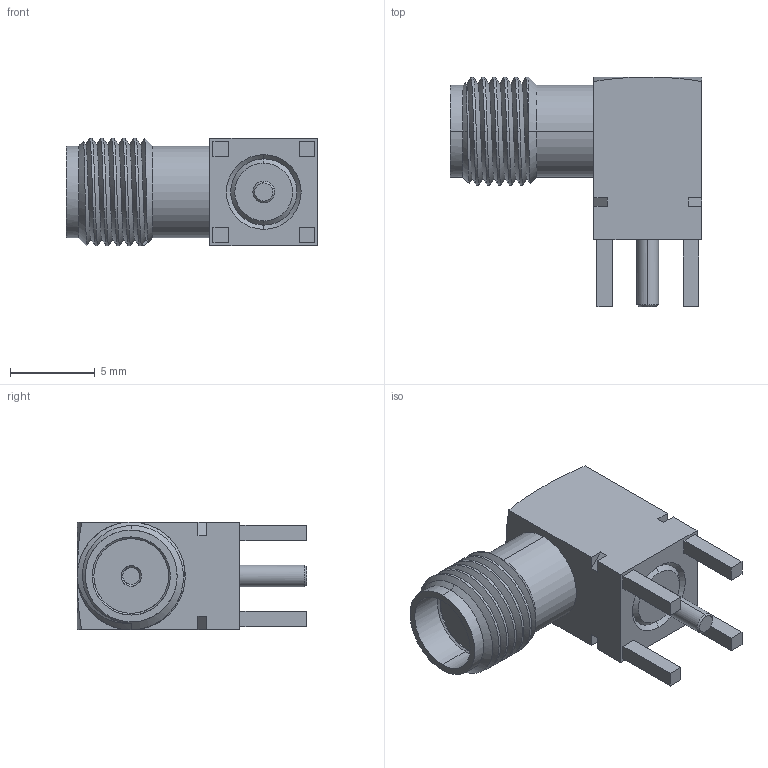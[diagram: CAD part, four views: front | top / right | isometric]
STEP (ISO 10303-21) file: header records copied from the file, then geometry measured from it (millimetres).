
FILE_DESCRIPTION (( 'STEP AP214' ), '1' );
FILE_NAME ('225AC3E7-3504-4C90-966E-A64798DB7D1F.STEP', '2024-02-14T20:54:16', ( '' ), ( '' ), 'SwSTEP 2.0', 'SolidWorks 2022', '' );
FILE_SCHEMA (( 'AUTOMOTIVE_DESIGN' ));
Length unit declared in the file: millimetre
Products named in the file (1): 225AC3E7-3504-4C90-966E-A64798DB7D1F
Bounding box: 14.8 x 13.51 x 6.35 mm (x, y, z)
Volume: 585.1 mm3; surface area: 649.5 mm2
Topology: 1 solids, 1 shells, 98 faces, 228 edges, 143 vertices
Faces by surface type: plane 46, cylinder 31, cone 15, bspline 6
Entity records: 5917 total; most frequent: CARTESIAN_POINT 3601, ORIENTED_EDGE 456, DIRECTION 375, EDGE_CURVE 228, VERTEX_POINT 143, LINE 137, VECTOR 137, AXIS2_PLACEMENT_3D 119
